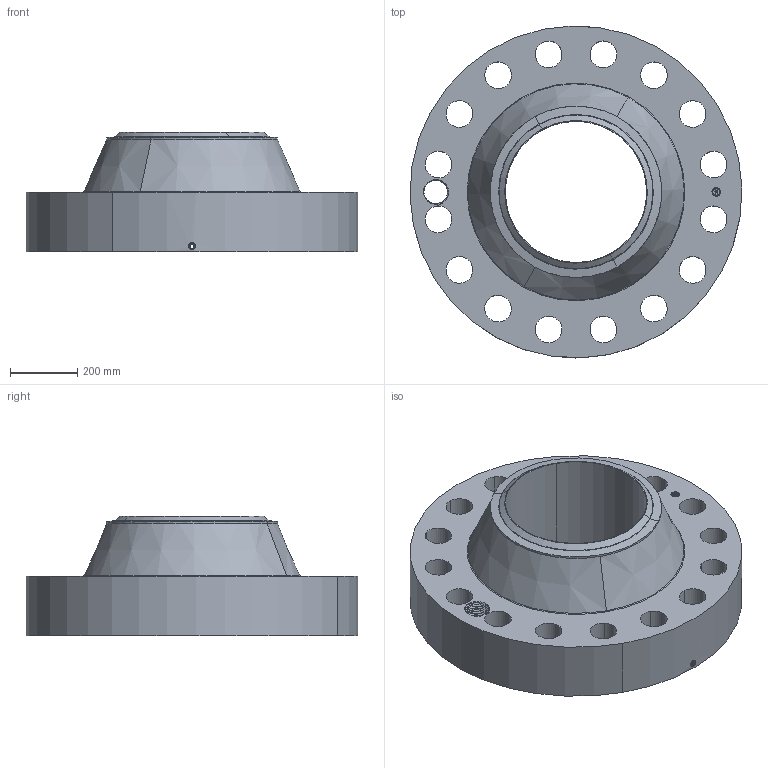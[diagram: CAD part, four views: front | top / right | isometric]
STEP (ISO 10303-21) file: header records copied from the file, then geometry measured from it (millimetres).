
FILE_DESCRIPTION(('3D STEP'),'2;1');
FILE_NAME('20-1500-FF-WELD-NECK-140-ORIF-FLANGE.stp','2013-11-03T19:59:42+00:00',('Texas Flange'),(''),'CATIA Version 5 Release 20 SP 6 (IN-10)','CATIA V5 STEP AP214','800-826-3801');
FILE_SCHEMA(('AUTOMOTIVE_DESIGN { 1 0 10303 214 1 1 1 1 }'));
Length unit declared in the file: inch
Products named in the file (1): 20-1500-FF-WELD-NECK-140-ORIF-FLANGE
Bounding box: 983.98 x 984.25 x 355.6 mm (x, y, z)
Volume: 115587030.8 mm3; surface area: 3086688.7 mm2
Topology: 1 solids, 1 shells, 864 faces, 2345 edges, 1501 vertices
Faces by surface type: plane 368, bspline 304, cylinder 134, cone 50, torus 4, revolution 4
Entity records: 37359 total; most frequent: CARTESIAN_POINT 16480, ORIENTED_EDGE 4690, EDGE_CURVE 2345, DIRECTION 2157, VERTEX_POINT 1501, VECTOR 1223, LINE 1223, B_SPLINE_CURVE_WITH_KNOTS 978
